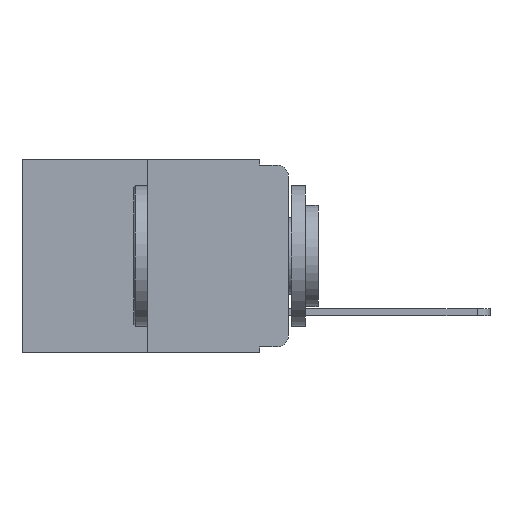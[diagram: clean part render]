
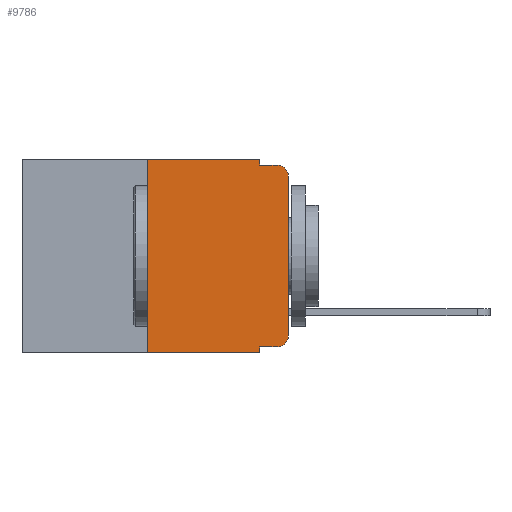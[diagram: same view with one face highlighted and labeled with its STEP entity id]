
A CAD part, left-side view. The second image highlights one B-rep face of the part: STEP entity #9786.
In plain terms, the highlighted planar face has unit normal (-1, 0, 0).
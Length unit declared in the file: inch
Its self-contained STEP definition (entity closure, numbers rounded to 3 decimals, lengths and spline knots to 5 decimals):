
#17 = DIRECTION ( 'NONE',  ( 0., 0., -1. ) ) ;
#87 = AXIS2_PLACEMENT_3D ( 'NONE', #10056, #5586, #105 ) ;
#105 = DIRECTION ( 'NONE',  ( 0., 0., -1. ) ) ;
#108 = AXIS2_PLACEMENT_3D ( 'NONE', #10020, #5530, #17 ) ;
#117 = ORIENTED_EDGE ( 'NONE', *, *, #9018, .T. ) ;
#131 = CARTESIAN_POINT ( 'NONE',  ( 0., 0.473, 0. ) ) ;
#181 = PLANE ( 'NONE',  #1344 ) ;
#254 = VECTOR ( 'NONE', #1336, 39.37008 ) ;
#340 = ORIENTED_EDGE ( 'NONE', *, *, #9027, .T. ) ;
#417 = ORIENTED_EDGE ( 'NONE', *, *, #9030, .F. ) ;
#507 = VERTEX_POINT ( 'NONE', #8880 ) ;
#716 = ORIENTED_EDGE ( 'NONE', *, *, #9031, .F. ) ;
#842 = ORIENTED_EDGE ( 'NONE', *, *, #8729, .F. ) ;
#934 = ORIENTED_EDGE ( 'NONE', *, *, #9040, .F. ) ;
#1027 = ORIENTED_EDGE ( 'NONE', *, *, #8908, .T. ) ;
#1088 = ORIENTED_EDGE ( 'NONE', *, *, #9042, .F. ) ;
#1094 = ORIENTED_EDGE ( 'NONE', *, *, #9050, .T. ) ;
#1134 = ORIENTED_EDGE ( 'NONE', *, *, #9052, .T. ) ;
#1218 = CARTESIAN_POINT ( 'NONE',  ( 0., 0.051, 0. ) ) ;
#1298 = VERTEX_POINT ( 'NONE', #9931 ) ;
#1311 = FACE_OUTER_BOUND ( 'NONE', #7072, .T. ) ;
#1336 = DIRECTION ( 'NONE',  ( 0., -1., 0. ) ) ;
#1344 = AXIS2_PLACEMENT_3D ( 'NONE', #1385, #7264, #2314 ) ;
#1385 = CARTESIAN_POINT ( 'NONE',  ( 0., 0.473, 0. ) ) ;
#1535 = VECTOR ( 'NONE', #3025, 39.37008 ) ;
#1887 = VERTEX_POINT ( 'NONE', #10318 ) ;
#1975 = LINE ( 'NONE', #8470, #2504 ) ;
#1995 = VERTEX_POINT ( 'NONE', #8631 ) ;
#2154 = DIRECTION ( 'NONE',  ( 0., -1., 0. ) ) ;
#2194 = DIRECTION ( 'NONE',  ( 0., 0., -1. ) ) ;
#2314 = DIRECTION ( 'NONE',  ( 0., 0., -1. ) ) ;
#2504 = VECTOR ( 'NONE', #9243, 39.37008 ) ;
#3025 = DIRECTION ( 'NONE',  ( 0., 0., 1. ) ) ;
#3053 = CIRCLE ( 'NONE', #87, 0.02 ) ;
#3059 = VERTEX_POINT ( 'NONE', #10025 ) ;
#3110 = VERTEX_POINT ( 'NONE', #9997 ) ;
#3310 = VECTOR ( 'NONE', #10036, 39.37008 ) ;
#3551 = VECTOR ( 'NONE', #2194, 39.37008 ) ;
#3750 = CARTESIAN_POINT ( 'NONE',  ( 0., 0., -0.313 ) ) ;
#3817 = LINE ( 'NONE', #9482, #9670 ) ;
#3883 = DIRECTION ( 'NONE',  ( 0., 0., 1. ) ) ;
#4775 = DIRECTION ( 'NONE',  ( 0., 0., -1. ) ) ;
#5530 = DIRECTION ( 'NONE',  ( -1., 0., 0. ) ) ;
#5586 = DIRECTION ( 'NONE',  ( -1., 0., 0. ) ) ;
#5752 = LINE ( 'NONE', #7945, #7653 ) ;
#6347 = VERTEX_POINT ( 'NONE', #8264 ) ;
#6361 = CARTESIAN_POINT ( 'NONE',  ( 0., 0.051, -0.333 ) ) ;
#6864 = CARTESIAN_POINT ( 'NONE',  ( 0., 0.25, -0.343 ) ) ;
#7072 = EDGE_LOOP ( 'NONE', ( #117, #340, #417, #716, #842, #934, #1027, #1088, #1094, #1134 ) ) ;
#7115 = CARTESIAN_POINT ( 'NONE',  ( 0., 0.051, -0.333 ) ) ;
#7227 = VERTEX_POINT ( 'NONE', #7115 ) ;
#7264 = DIRECTION ( 'NONE',  ( 1., 0., 0. ) ) ;
#7653 = VECTOR ( 'NONE', #3883, 39.37008 ) ;
#7881 = CARTESIAN_POINT ( 'NONE',  ( 0., 0., 0. ) ) ;
#7910 = VECTOR ( 'NONE', #2154, 39.37008 ) ;
#7917 = CARTESIAN_POINT ( 'NONE',  ( 0., 0.051, -0.01 ) ) ;
#7945 = CARTESIAN_POINT ( 'NONE',  ( 0., 0.25, 0. ) ) ;
#8149 = LINE ( 'NONE', #1218, #3551 ) ;
#8264 = CARTESIAN_POINT ( 'NONE',  ( 0., 0., -0.03 ) ) ;
#8470 = CARTESIAN_POINT ( 'NONE',  ( 0., 0.473, -0.343 ) ) ;
#8573 = VERTEX_POINT ( 'NONE', #6864 ) ;
#8628 = VERTEX_POINT ( 'NONE', #3750 ) ;
#8631 = CARTESIAN_POINT ( 'NONE',  ( 0., 0.25, 0. ) ) ;
#8729 = EDGE_CURVE ( 'NONE', #1995, #507, #9925, .T. ) ;
#8880 = CARTESIAN_POINT ( 'NONE',  ( 0., 0.051, 0. ) ) ;
#8908 = EDGE_CURVE ( 'NONE', #8573, #3059, #1975, .T. ) ;
#9018 = EDGE_CURVE ( 'NONE', #8628, #6347, #9996, .T. ) ;
#9027 = EDGE_CURVE ( 'NONE', #6347, #1887, #10137, .T. ) ;
#9030 = EDGE_CURVE ( 'NONE', #3110, #1887, #9840, .T. ) ;
#9031 = EDGE_CURVE ( 'NONE', #507, #3110, #8149, .T. ) ;
#9040 = EDGE_CURVE ( 'NONE', #8573, #1995, #5752, .T. ) ;
#9042 = EDGE_CURVE ( 'NONE', #7227, #3059, #3817, .T. ) ;
#9050 = EDGE_CURVE ( 'NONE', #7227, #1298, #9456, .T. ) ;
#9052 = EDGE_CURVE ( 'NONE', #1298, #8628, #3053, .T. ) ;
#9243 = DIRECTION ( 'NONE',  ( 0., -1., 0. ) ) ;
#9456 = LINE ( 'NONE', #6361, #3310 ) ;
#9482 = CARTESIAN_POINT ( 'NONE',  ( 0., 0.051, 0. ) ) ;
#9670 = VECTOR ( 'NONE', #4775, 39.37008 ) ;
#9786 = ADVANCED_FACE ( 'NONE', ( #1311 ), #181, .F. ) ;
#9840 = LINE ( 'NONE', #7917, #7910 ) ;
#9925 = LINE ( 'NONE', #131, #254 ) ;
#9931 = CARTESIAN_POINT ( 'NONE',  ( 0., 0.02, -0.333 ) ) ;
#9996 = LINE ( 'NONE', #7881, #1535 ) ;
#9997 = CARTESIAN_POINT ( 'NONE',  ( 0., 0.051, -0.01 ) ) ;
#10020 = CARTESIAN_POINT ( 'NONE',  ( 0., 0.02, -0.03 ) ) ;
#10025 = CARTESIAN_POINT ( 'NONE',  ( 0., 0.051, -0.343 ) ) ;
#10036 = DIRECTION ( 'NONE',  ( 0., -1., 0. ) ) ;
#10056 = CARTESIAN_POINT ( 'NONE',  ( 0., 0.02, -0.313 ) ) ;
#10137 = CIRCLE ( 'NONE', #108, 0.02 ) ;
#10318 = CARTESIAN_POINT ( 'NONE',  ( 0., 0.02, -0.01 ) ) ;
